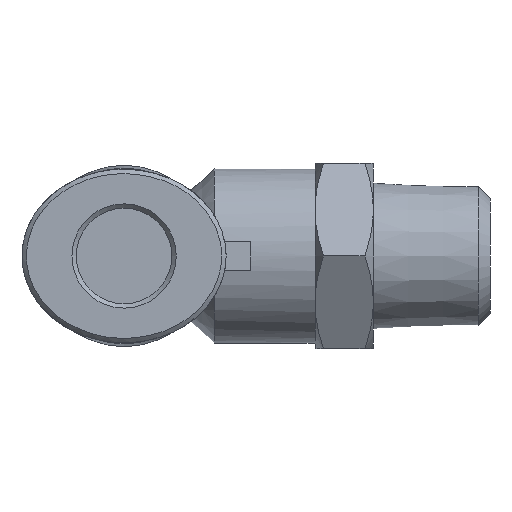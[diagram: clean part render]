
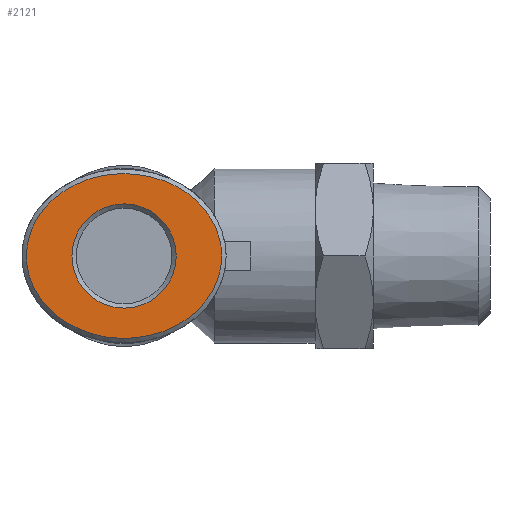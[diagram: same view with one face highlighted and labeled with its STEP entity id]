
A CAD part, front view. The second image highlights one B-rep face of the part: STEP entity #2121.
In plain terms, the highlighted face is planar.
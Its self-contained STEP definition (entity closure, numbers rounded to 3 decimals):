
#2054=CARTESIAN_POINT('',(6.7,5.,0.));
#2055=VERTEX_POINT('',#2054);
#2082=CARTESIAN_POINT('',(6.701,5.,0.));
#2083=CARTESIAN_POINT('',(6.702,5.,0.836));
#2084=CARTESIAN_POINT('',(6.252,5.,2.512));
#2085=CARTESIAN_POINT('',(4.341,5.,4.556));
#2086=CARTESIAN_POINT('',(1.558,5.,5.691));
#2087=CARTESIAN_POINT('',(-2.605,5.,5.717));
#2088=CARTESIAN_POINT('',(-6.337,5.,3.162));
#2089=CARTESIAN_POINT('',(-6.912,5.,-0.307));
#2090=CARTESIAN_POINT('',(-5.768,5.,-3.555));
#2091=CARTESIAN_POINT('',(-1.727,5.,-6.315));
#2092=CARTESIAN_POINT('',(3.725,5.,-5.254));
#2093=CARTESIAN_POINT('',(6.246,5.,-2.506));
#2094=CARTESIAN_POINT('',(6.7,5.,-0.837));
#2095=CARTESIAN_POINT('',(6.701,5.,0.));
#2096=B_SPLINE_CURVE_WITH_KNOTS('',3,(#2082,#2083,#2084,#2085,#2086,#2087,#2088,#2089,#2090,#2091,#2092,#2093,#2094,#2095),.UNSPECIFIED.,.T.,.U.,(4,1,1,1,1,1,1,1,1,1,1,4),(-3.142,-2.693,-2.244,-1.795,-1.346,-0.449,0.15,0.449,1.346,2.244,2.693,3.142),.UNSPECIFIED.);
#2097=EDGE_CURVE('',#2055,#2055,#2096,.T.);
#2102=CARTESIAN_POINT('',(0.,5.0,0.));
#2103=DIRECTION('',(0.0,-1.0,0.0));
#2104=DIRECTION('',(0.0,0.0,-1.0));
#2105=AXIS2_PLACEMENT_3D('',#2102,#2103,#2104);
#2106=PLANE('',#2105);
#2107=ORIENTED_EDGE('',*,*,#2097,.F.);
#2108=EDGE_LOOP('',(#2107));
#2109=FACE_OUTER_BOUND('',#2108,.T.);
#2110=CARTESIAN_POINT('',(3.575,5.,0.));
#2111=VERTEX_POINT('',#2110);
#2112=CARTESIAN_POINT('',(0.,5.0,0.0));
#2113=DIRECTION('',(0.0,1.0,0.0));
#2114=DIRECTION('',(-1.0,0.0,0.0));
#2115=AXIS2_PLACEMENT_3D('',#2112,#2113,#2114);
#2116=CIRCLE('',#2115,3.575);
#2117=EDGE_CURVE('',#2111,#2111,#2116,.T.);
#2118=ORIENTED_EDGE('',*,*,#2117,.F.);
#2119=EDGE_LOOP('',(#2118));
#2120=FACE_BOUND('',#2119,.T.);
#2121=ADVANCED_FACE('',(#2109,#2120),#2106,.F.);
